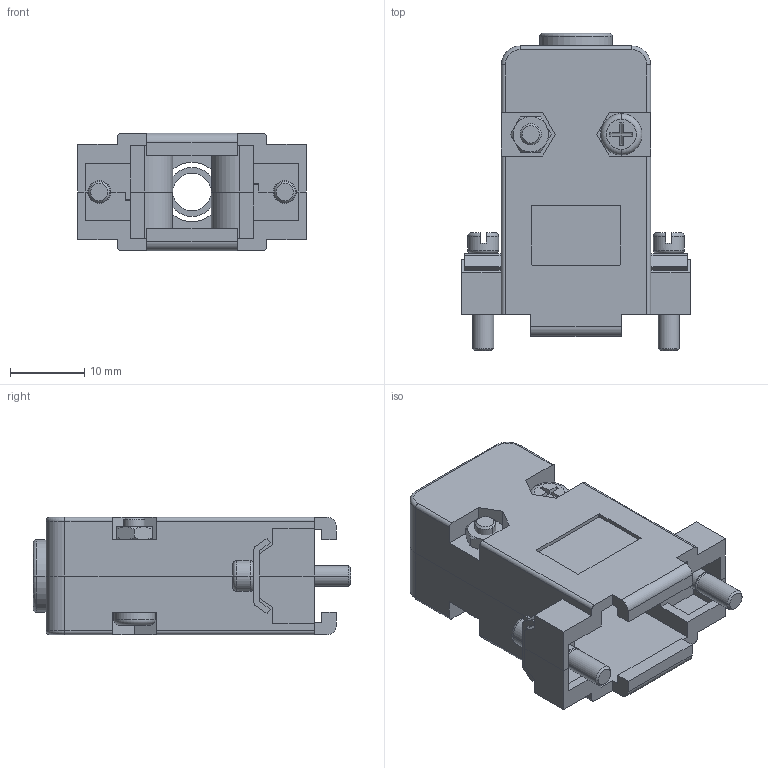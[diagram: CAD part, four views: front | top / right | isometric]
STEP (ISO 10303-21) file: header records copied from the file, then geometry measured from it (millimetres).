
FILE_DESCRIPTION (( 'STEP AP214' ), '1' );
FILE_NAME ('FM1036_3D.step', '2023-10-04T16:31:02', ( '' ), ( '' ), 'SwSTEP 2.0', 'SolidWorks 2022', '' );
FILE_SCHEMA (( 'AUTOMOTIVE_DESIGN' ));
Length unit declared in the file: inch
Products named in the file (8): Copy of 3AA10-003^FM1036; Copy of SDC9G-MA3^FM1036; FM1036_3D; Copy of SDC9G-MA2^FM1036; Copy of 3AA01-003^FM1036_3AA01-003-187; Copy of 3AA02-005^FM1036; Copy of 3AA01-003^FM1036_3AA01-003-500; Copy of 3AA01-009^FM1036_3AA01-009-625
Assembly tree (14 placements, depth 2):
  FM1036_3D
    Copy of SDC9G-MA2^FM1036  x2
    Copy of SDC9G-MA3^FM1036  x2
    Copy of 3AA10-003^FM1036  x2
    Copy of 3AA01-009^FM1036_3AA01-009-625  x2
    Copy of 3AA02-005^FM1036  x2
    Copy of 3AA01-003^FM1036_3AA01-003-500  x2
    Copy of 3AA01-003^FM1036_3AA01-003-187  x2
Bounding box: 30.8 x 42.71 x 15.8 mm (x, y, z)
Volume: 5757.3 mm3; surface area: 9034.5 mm2
Topology: 14 solids, 14 shells, 502 faces, 1280 edges, 818 vertices
Faces by surface type: plane 282, cylinder 132, cone 64, torus 24
Entity records: 9502 total; most frequent: CARTESIAN_POINT 1527, DIRECTION 1319, ORIENTED_EDGE 1280, EDGE_CURVE 640, AXIS2_PLACEMENT_3D 457, VERTEX_POINT 409, VECTOR 405, LINE 405
